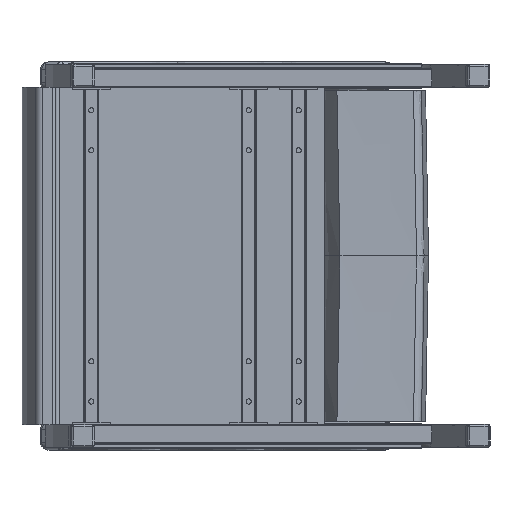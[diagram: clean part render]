
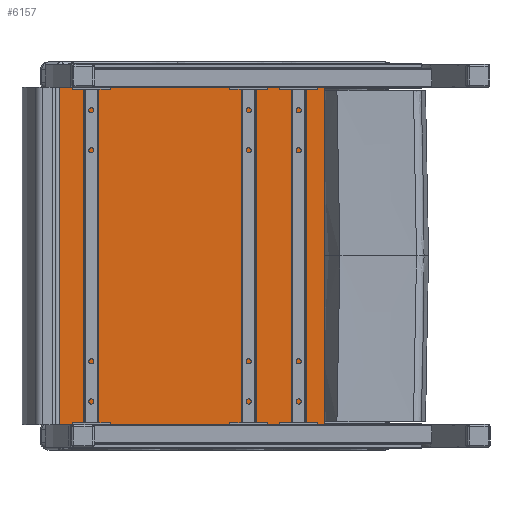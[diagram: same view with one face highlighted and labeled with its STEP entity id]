
A CAD part, front view. The second image highlights one B-rep face of the part: STEP entity #6157.
In plain terms, the highlighted planar face has unit normal (0, -1, 0).
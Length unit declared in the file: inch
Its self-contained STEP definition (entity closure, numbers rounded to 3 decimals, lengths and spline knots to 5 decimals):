
#383=PLANE('',#6666);
#929=FACE_OUTER_BOUND('',#1387,.T.);
#1387=EDGE_LOOP('',(#5051,#5052,#5053,#5054));
#2056=LINE('',#11570,#2437);
#2060=LINE('',#11589,#2441);
#2064=LINE('',#11604,#2445);
#2065=LINE('',#11605,#2446);
#2437=VECTOR('',#7788,17.59422);
#2441=VECTOR('',#7806,22.375);
#2445=VECTOR('',#7824,17.59422);
#2446=VECTOR('',#7825,22.375);
#2985=VERTEX_POINT('',#11567);
#2986=VERTEX_POINT('',#11569);
#2994=VERTEX_POINT('',#11587);
#2998=VERTEX_POINT('',#11603);
#3705=EDGE_CURVE('',#2985,#2986,#2056,.T.);
#3715=EDGE_CURVE('',#2985,#2994,#2060,.T.);
#3722=EDGE_CURVE('',#2998,#2994,#2064,.T.);
#3723=EDGE_CURVE('',#2986,#2998,#2065,.T.);
#5051=ORIENTED_EDGE('',*,*,#3705,.F.);
#5052=ORIENTED_EDGE('',*,*,#3715,.T.);
#5053=ORIENTED_EDGE('',*,*,#3722,.F.);
#5054=ORIENTED_EDGE('',*,*,#3723,.F.);
#6157=ADVANCED_FACE('',(#929),#383,.T.);
#6666=AXIS2_PLACEMENT_3D('',#11602,#7822,#7823);
#7788=DIRECTION('',(-1.,0.,0.));
#7806=DIRECTION('',(0.,0.,1.));
#7822=DIRECTION('center_axis',(0.,-1.,0.));
#7823=DIRECTION('ref_axis',(1.,0.,0.));
#7824=DIRECTION('',(1.,0.,0.));
#7825=DIRECTION('',(0.,0.,1.));
#11567=CARTESIAN_POINT('',(5.73372,-1.86655,0.));
#11569=CARTESIAN_POINT('',(-11.8605,-1.86655,0.));
#11570=CARTESIAN_POINT('',(5.73372,-1.86655,0.));
#11587=CARTESIAN_POINT('',(5.73372,-1.86655,22.375));
#11589=CARTESIAN_POINT('',(5.73372,-1.86655,0.));
#11602=CARTESIAN_POINT('Origin',(-11.8605,-1.86655,0.));
#11603=CARTESIAN_POINT('',(-11.8605,-1.86655,22.375));
#11604=CARTESIAN_POINT('',(4.31556,-1.86655,22.375));
#11605=CARTESIAN_POINT('',(-11.8605,-1.86655,0.));
